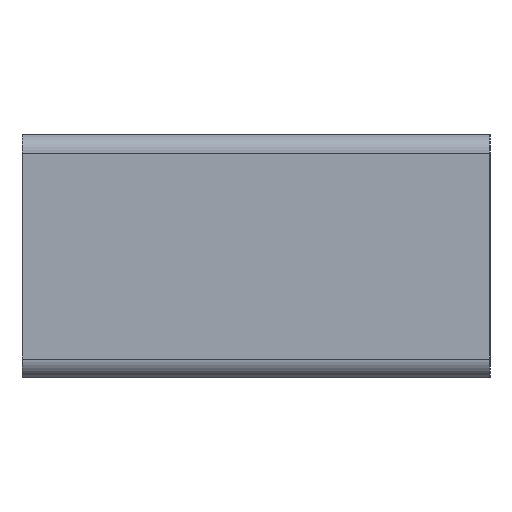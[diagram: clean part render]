
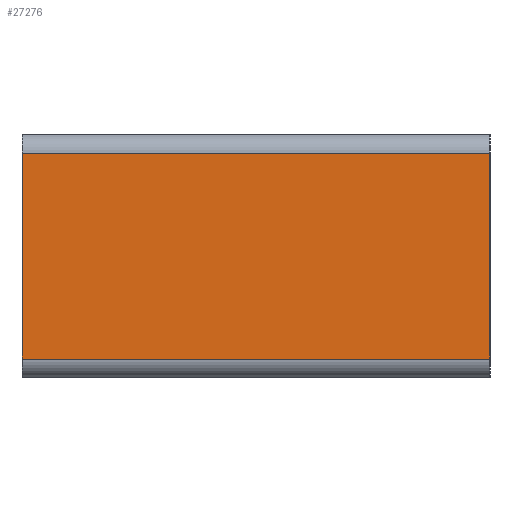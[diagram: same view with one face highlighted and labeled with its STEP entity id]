
A CAD part, left-side view. The second image highlights one B-rep face of the part: STEP entity #27276.
In plain terms, the highlighted planar face has unit normal (-1, 0, 0).
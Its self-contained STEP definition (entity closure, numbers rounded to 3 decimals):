
#25997 = PLANE('',#25998);
#25998 = AXIS2_PLACEMENT_3D('',#25999,#26000,#26001);
#25999 = CARTESIAN_POINT('',(-1.,-0.625,0.));
#26000 = DIRECTION('',(0.,-1.,0.));
#26001 = DIRECTION('',(1.,0.,0.));
#26265 = PLANE('',#26266);
#26266 = AXIS2_PLACEMENT_3D('',#26267,#26268,#26269);
#26267 = CARTESIAN_POINT('',(1.,0.625,0.));
#26268 = DIRECTION('',(0.,1.,0.));
#26269 = DIRECTION('',(-1.,0.,0.));
#26414 = CYLINDRICAL_SURFACE('',#26415,0.05);
#26415 = AXIS2_PLACEMENT_3D('',#26416,#26417,#26418);
#26416 = CARTESIAN_POINT('',(-0.95,0.313,0.6));
#26417 = DIRECTION('',(0.,-1.,0.));
#26418 = DIRECTION('',(-0.707,0.,0.707));
#26696 = VERTEX_POINT('',#26697);
#26697 = CARTESIAN_POINT('',(-1.,-0.625,0.6));
#26723 = EDGE_CURVE('',#26724,#26696,#26726,.T.);
#26724 = VERTEX_POINT('',#26725);
#26725 = CARTESIAN_POINT('',(-1.,-0.625,0.05));
#26726 = SURFACE_CURVE('',#26727,(#26731,#26738),.PCURVE_S1.);
#26727 = LINE('',#26728,#26729);
#26728 = CARTESIAN_POINT('',(-1.,-0.625,0.));
#26729 = VECTOR('',#26730,1.);
#26730 = DIRECTION('',(0.,0.,1.));
#26731 = PCURVE('',#25997,#26732);
#26732 = DEFINITIONAL_REPRESENTATION('',(#26733),#26737);
#26733 = LINE('',#26734,#26735);
#26734 = CARTESIAN_POINT('',(0.,0.));
#26735 = VECTOR('',#26736,1.);
#26736 = DIRECTION('',(0.,1.));
#26737 = ( GEOMETRIC_REPRESENTATION_CONTEXT(2) 
PARAMETRIC_REPRESENTATION_CONTEXT() REPRESENTATION_CONTEXT('2D SPACE',''
  ) );
#26738 = PCURVE('',#26739,#26744);
#26739 = PLANE('',#26740);
#26740 = AXIS2_PLACEMENT_3D('',#26741,#26742,#26743);
#26741 = CARTESIAN_POINT('',(-1.,0.625,0.));
#26742 = DIRECTION('',(-1.,0.,0.));
#26743 = DIRECTION('',(0.,-1.,0.));
#26744 = DEFINITIONAL_REPRESENTATION('',(#26745),#26749);
#26745 = LINE('',#26746,#26747);
#26746 = CARTESIAN_POINT('',(1.25,0.));
#26747 = VECTOR('',#26748,1.);
#26748 = DIRECTION('',(0.,1.));
#26749 = ( GEOMETRIC_REPRESENTATION_CONTEXT(2) 
PARAMETRIC_REPRESENTATION_CONTEXT() REPRESENTATION_CONTEXT('2D SPACE',''
  ) );
#26772 = CYLINDRICAL_SURFACE('',#26773,0.05);
#26773 = AXIS2_PLACEMENT_3D('',#26774,#26775,#26776);
#26774 = CARTESIAN_POINT('',(-0.95,0.313,0.05));
#26775 = DIRECTION('',(0.,-1.,0.));
#26776 = DIRECTION('',(-0.707,0.,-0.707));
#26965 = VERTEX_POINT('',#26966);
#26966 = CARTESIAN_POINT('',(-1.,0.625,0.6));
#26992 = EDGE_CURVE('',#26965,#26696,#26993,.T.);
#26993 = SURFACE_CURVE('',#26994,(#26998,#27005),.PCURVE_S1.);
#26994 = LINE('',#26995,#26996);
#26995 = CARTESIAN_POINT('',(-1.,0.313,0.6));
#26996 = VECTOR('',#26997,1.);
#26997 = DIRECTION('',(0.,-1.,0.));
#26998 = PCURVE('',#26414,#26999);
#26999 = DEFINITIONAL_REPRESENTATION('',(#27000),#27004);
#27000 = LINE('',#27001,#27002);
#27001 = CARTESIAN_POINT('',(0.785,0.));
#27002 = VECTOR('',#27003,1.);
#27003 = DIRECTION('',(0.,1.));
#27004 = ( GEOMETRIC_REPRESENTATION_CONTEXT(2) 
PARAMETRIC_REPRESENTATION_CONTEXT() REPRESENTATION_CONTEXT('2D SPACE',''
  ) );
#27005 = PCURVE('',#26739,#27006);
#27006 = DEFINITIONAL_REPRESENTATION('',(#27007),#27011);
#27007 = LINE('',#27008,#27009);
#27008 = CARTESIAN_POINT('',(0.313,0.6));
#27009 = VECTOR('',#27010,1.);
#27010 = DIRECTION('',(1.,0.));
#27011 = ( GEOMETRIC_REPRESENTATION_CONTEXT(2) 
PARAMETRIC_REPRESENTATION_CONTEXT() REPRESENTATION_CONTEXT('2D SPACE',''
  ) );
#27017 = EDGE_CURVE('',#26724,#27018,#27020,.T.);
#27018 = VERTEX_POINT('',#27019);
#27019 = CARTESIAN_POINT('',(-1.,0.625,0.05));
#27020 = SURFACE_CURVE('',#27021,(#27025,#27032),.PCURVE_S1.);
#27021 = LINE('',#27022,#27023);
#27022 = CARTESIAN_POINT('',(-1.,0.313,0.05));
#27023 = VECTOR('',#27024,1.);
#27024 = DIRECTION('',(0.,1.,0.));
#27025 = PCURVE('',#26772,#27026);
#27026 = DEFINITIONAL_REPRESENTATION('',(#27027),#27031);
#27027 = LINE('',#27028,#27029);
#27028 = CARTESIAN_POINT('',(-0.785,0.));
#27029 = VECTOR('',#27030,1.);
#27030 = DIRECTION('',(0.,-1.));
#27031 = ( GEOMETRIC_REPRESENTATION_CONTEXT(2) 
PARAMETRIC_REPRESENTATION_CONTEXT() REPRESENTATION_CONTEXT('2D SPACE',''
  ) );
#27032 = PCURVE('',#26739,#27033);
#27033 = DEFINITIONAL_REPRESENTATION('',(#27034),#27038);
#27034 = LINE('',#27035,#27036);
#27035 = CARTESIAN_POINT('',(0.313,0.05));
#27036 = VECTOR('',#27037,1.);
#27037 = DIRECTION('',(-1.,0.));
#27038 = ( GEOMETRIC_REPRESENTATION_CONTEXT(2) 
PARAMETRIC_REPRESENTATION_CONTEXT() REPRESENTATION_CONTEXT('2D SPACE',''
  ) );
#27213 = EDGE_CURVE('',#27018,#26965,#27214,.T.);
#27214 = SURFACE_CURVE('',#27215,(#27219,#27226),.PCURVE_S1.);
#27215 = LINE('',#27216,#27217);
#27216 = CARTESIAN_POINT('',(-1.,0.625,0.));
#27217 = VECTOR('',#27218,1.);
#27218 = DIRECTION('',(0.,0.,1.));
#27219 = PCURVE('',#26265,#27220);
#27220 = DEFINITIONAL_REPRESENTATION('',(#27221),#27225);
#27221 = LINE('',#27222,#27223);
#27222 = CARTESIAN_POINT('',(2.,0.));
#27223 = VECTOR('',#27224,1.);
#27224 = DIRECTION('',(0.,1.));
#27225 = ( GEOMETRIC_REPRESENTATION_CONTEXT(2) 
PARAMETRIC_REPRESENTATION_CONTEXT() REPRESENTATION_CONTEXT('2D SPACE',''
  ) );
#27226 = PCURVE('',#26739,#27227);
#27227 = DEFINITIONAL_REPRESENTATION('',(#27228),#27232);
#27228 = LINE('',#27229,#27230);
#27229 = CARTESIAN_POINT('',(0.,0.));
#27230 = VECTOR('',#27231,1.);
#27231 = DIRECTION('',(0.,1.));
#27232 = ( GEOMETRIC_REPRESENTATION_CONTEXT(2) 
PARAMETRIC_REPRESENTATION_CONTEXT() REPRESENTATION_CONTEXT('2D SPACE',''
  ) );
#27276 = ADVANCED_FACE('',(#27277),#26739,.T.);
#27277 = FACE_BOUND('',#27278,.T.);
#27278 = EDGE_LOOP('',(#27279,#27280,#27281,#27282));
#27279 = ORIENTED_EDGE('',*,*,#26992,.F.);
#27280 = ORIENTED_EDGE('',*,*,#27213,.F.);
#27281 = ORIENTED_EDGE('',*,*,#27017,.F.);
#27282 = ORIENTED_EDGE('',*,*,#26723,.T.);
